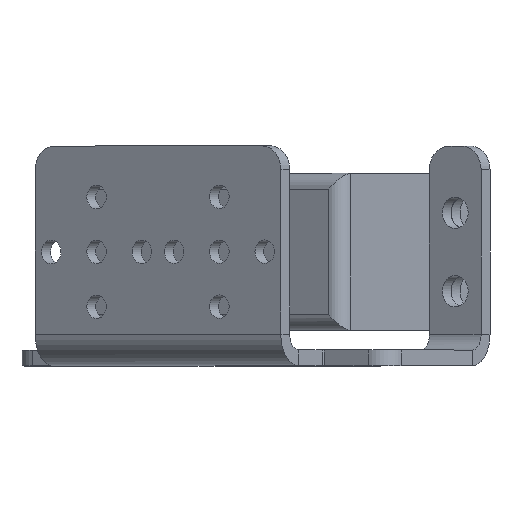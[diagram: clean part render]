
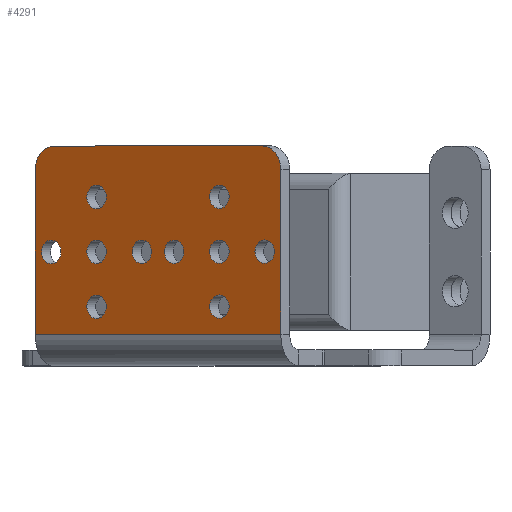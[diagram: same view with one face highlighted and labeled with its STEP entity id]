
A CAD part, top view. The second image highlights one B-rep face of the part: STEP entity #4291.
In plain terms, the highlighted planar face has unit normal (-0.567, 0, 0.824).
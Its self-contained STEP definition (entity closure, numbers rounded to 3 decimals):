
#220=FACE_BOUND('',#1492,.T.);
#221=FACE_BOUND('',#1493,.T.);
#222=FACE_BOUND('',#1494,.T.);
#223=FACE_BOUND('',#1495,.T.);
#224=FACE_BOUND('',#1496,.T.);
#225=FACE_BOUND('',#1497,.T.);
#226=FACE_BOUND('',#1498,.T.);
#227=FACE_BOUND('',#1499,.T.);
#228=FACE_BOUND('',#1500,.T.);
#229=FACE_BOUND('',#1501,.T.);
#569=LINE('',#7061,#936);
#571=LINE('',#7066,#938);
#576=LINE('',#7075,#943);
#577=LINE('',#7079,#944);
#936=VECTOR('',#5840,1000.);
#938=VECTOR('',#5846,1000.);
#943=VECTOR('',#5853,1000.);
#944=VECTOR('',#5856,1000.);
#1170=FACE_OUTER_BOUND('',#1491,.T.);
#1491=EDGE_LOOP('',(#3669,#3670,#3671,#3672,#3673,#3674));
#1492=EDGE_LOOP('',(#3675));
#1493=EDGE_LOOP('',(#3676));
#1494=EDGE_LOOP('',(#3677));
#1495=EDGE_LOOP('',(#3678));
#1496=EDGE_LOOP('',(#3679));
#1497=EDGE_LOOP('',(#3680));
#1498=EDGE_LOOP('',(#3681));
#1499=EDGE_LOOP('',(#3682));
#1500=EDGE_LOOP('',(#3683));
#1501=EDGE_LOOP('',(#3684));
#1689=CIRCLE('',#4629,1.5);
#1691=CIRCLE('',#4632,1.5);
#1693=CIRCLE('',#4635,1.5);
#1695=CIRCLE('',#4638,1.5);
#1697=CIRCLE('',#4641,1.5);
#1699=CIRCLE('',#4644,1.5);
#1701=CIRCLE('',#4647,1.5);
#1703=CIRCLE('',#4650,1.5);
#1705=CIRCLE('',#4653,1.5);
#1707=CIRCLE('',#4656,1.5);
#1732=CIRCLE('',#4707,3.);
#1733=CIRCLE('',#4708,3.);
#2041=VERTEX_POINT('',#6848);
#2043=VERTEX_POINT('',#6853);
#2045=VERTEX_POINT('',#6858);
#2047=VERTEX_POINT('',#6863);
#2049=VERTEX_POINT('',#6868);
#2051=VERTEX_POINT('',#6873);
#2053=VERTEX_POINT('',#6878);
#2055=VERTEX_POINT('',#6883);
#2057=VERTEX_POINT('',#6888);
#2059=VERTEX_POINT('',#6893);
#2113=VERTEX_POINT('',#7050);
#2115=VERTEX_POINT('',#7057);
#2116=VERTEX_POINT('',#7065);
#2119=VERTEX_POINT('',#7073);
#2120=VERTEX_POINT('',#7077);
#2121=VERTEX_POINT('',#7078);
#2554=EDGE_CURVE('',#2041,#2041,#1689,.T.);
#2556=EDGE_CURVE('',#2043,#2043,#1691,.T.);
#2558=EDGE_CURVE('',#2045,#2045,#1693,.T.);
#2560=EDGE_CURVE('',#2047,#2047,#1695,.T.);
#2562=EDGE_CURVE('',#2049,#2049,#1697,.T.);
#2564=EDGE_CURVE('',#2051,#2051,#1699,.T.);
#2566=EDGE_CURVE('',#2053,#2053,#1701,.T.);
#2568=EDGE_CURVE('',#2055,#2055,#1703,.T.);
#2570=EDGE_CURVE('',#2057,#2057,#1705,.T.);
#2572=EDGE_CURVE('',#2059,#2059,#1707,.T.);
#2661=EDGE_CURVE('',#2115,#2113,#569,.T.);
#2663=EDGE_CURVE('',#2116,#2113,#571,.T.);
#2668=EDGE_CURVE('',#2115,#2119,#576,.T.);
#2669=EDGE_CURVE('',#2120,#2121,#577,.T.);
#2670=EDGE_CURVE('',#2121,#2116,#1732,.T.);
#2671=EDGE_CURVE('',#2119,#2120,#1733,.T.);
#3669=ORIENTED_EDGE('',*,*,#2669,.T.);
#3670=ORIENTED_EDGE('',*,*,#2670,.T.);
#3671=ORIENTED_EDGE('',*,*,#2663,.T.);
#3672=ORIENTED_EDGE('',*,*,#2661,.F.);
#3673=ORIENTED_EDGE('',*,*,#2668,.T.);
#3674=ORIENTED_EDGE('',*,*,#2671,.T.);
#3675=ORIENTED_EDGE('',*,*,#2554,.F.);
#3676=ORIENTED_EDGE('',*,*,#2556,.F.);
#3677=ORIENTED_EDGE('',*,*,#2558,.F.);
#3678=ORIENTED_EDGE('',*,*,#2560,.F.);
#3679=ORIENTED_EDGE('',*,*,#2562,.F.);
#3680=ORIENTED_EDGE('',*,*,#2564,.F.);
#3681=ORIENTED_EDGE('',*,*,#2566,.F.);
#3682=ORIENTED_EDGE('',*,*,#2568,.F.);
#3683=ORIENTED_EDGE('',*,*,#2570,.F.);
#3684=ORIENTED_EDGE('',*,*,#2572,.F.);
#3975=PLANE('',#4706);
#4291=ADVANCED_FACE('',(#1170,#220,#221,#222,#223,#224,#225,#226,#227,#228,
#229),#3975,.F.);
#4629=AXIS2_PLACEMENT_3D('',#6849,#5628,#5629);
#4632=AXIS2_PLACEMENT_3D('',#6854,#5634,#5635);
#4635=AXIS2_PLACEMENT_3D('',#6859,#5640,#5641);
#4638=AXIS2_PLACEMENT_3D('',#6864,#5646,#5647);
#4641=AXIS2_PLACEMENT_3D('',#6869,#5652,#5653);
#4644=AXIS2_PLACEMENT_3D('',#6874,#5658,#5659);
#4647=AXIS2_PLACEMENT_3D('',#6879,#5664,#5665);
#4650=AXIS2_PLACEMENT_3D('',#6884,#5670,#5671);
#4653=AXIS2_PLACEMENT_3D('',#6889,#5676,#5677);
#4656=AXIS2_PLACEMENT_3D('',#6894,#5682,#5683);
#4706=AXIS2_PLACEMENT_3D('',#7076,#5854,#5855);
#4707=AXIS2_PLACEMENT_3D('',#7080,#5857,#5858);
#4708=AXIS2_PLACEMENT_3D('',#7081,#5859,#5860);
#5628=DIRECTION('center_axis',(-0.567,0.,
0.824));
#5629=DIRECTION('ref_axis',(0.824,0.,0.567));
#5634=DIRECTION('center_axis',(-0.567,0.,
0.824));
#5635=DIRECTION('ref_axis',(0.824,0.,0.567));
#5640=DIRECTION('center_axis',(-0.567,0.,
0.824));
#5641=DIRECTION('ref_axis',(0.824,0.,0.567));
#5646=DIRECTION('center_axis',(-0.567,0.,
0.824));
#5647=DIRECTION('ref_axis',(0.824,0.,0.567));
#5652=DIRECTION('center_axis',(-0.567,0.,
0.824));
#5653=DIRECTION('ref_axis',(0.824,0.,0.567));
#5658=DIRECTION('center_axis',(-0.567,0.,
0.824));
#5659=DIRECTION('ref_axis',(0.824,0.,0.567));
#5664=DIRECTION('center_axis',(-0.567,0.,
0.824));
#5665=DIRECTION('ref_axis',(0.824,0.,0.567));
#5670=DIRECTION('center_axis',(-0.567,0.,
0.824));
#5671=DIRECTION('ref_axis',(0.824,0.,0.567));
#5676=DIRECTION('center_axis',(-0.567,0.,
0.824));
#5677=DIRECTION('ref_axis',(0.824,0.,0.567));
#5682=DIRECTION('center_axis',(-0.567,0.,
0.824));
#5683=DIRECTION('ref_axis',(0.824,0.,0.567));
#5840=DIRECTION('',(-0.824,0.,-0.567));
#5846=DIRECTION('',(0.,-1.,0.));
#5853=DIRECTION('',(0.,1.,0.));
#5854=DIRECTION('center_axis',(0.567,0.,-0.824));
#5855=DIRECTION('ref_axis',(0.,-1.,0.));
#5856=DIRECTION('',(-0.824,0.,-0.567));
#5857=DIRECTION('center_axis',(-0.567,0.,
0.824));
#5858=DIRECTION('ref_axis',(0.,-1.,0.));
#5859=DIRECTION('center_axis',(-0.567,0.,
0.824));
#5860=DIRECTION('ref_axis',(0.,-1.,0.));
#6848=CARTESIAN_POINT('',(-32.252,52.5,71.197));
#6849=CARTESIAN_POINT('Origin',(-33.488,52.5,70.347));
#6853=CARTESIAN_POINT('',(-32.252,38.5,71.197));
#6854=CARTESIAN_POINT('Origin',(-33.488,38.5,70.347));
#6858=CARTESIAN_POINT('',(-32.252,45.5,71.197));
#6859=CARTESIAN_POINT('Origin',(-33.488,45.5,70.347));
#6863=CARTESIAN_POINT('',(-26.485,45.5,75.164));
#6864=CARTESIAN_POINT('Origin',(-27.721,45.5,74.314));
#6868=CARTESIAN_POINT('',(-38.02,45.5,67.23));
#6869=CARTESIAN_POINT('Origin',(-39.255,45.5,66.38));
#6873=CARTESIAN_POINT('',(-16.599,38.5,81.966));
#6874=CARTESIAN_POINT('Origin',(-17.834,38.5,81.115));
#6878=CARTESIAN_POINT('',(-22.366,45.5,77.998));
#6879=CARTESIAN_POINT('Origin',(-23.602,45.5,77.148));
#6883=CARTESIAN_POINT('',(-16.599,52.5,81.966));
#6884=CARTESIAN_POINT('Origin',(-17.834,52.5,81.115));
#6888=CARTESIAN_POINT('',(-16.599,45.5,81.966));
#6889=CARTESIAN_POINT('Origin',(-17.834,45.5,81.115));
#6893=CARTESIAN_POINT('',(-10.831,45.5,85.933));
#6894=CARTESIAN_POINT('Origin',(-12.067,45.5,85.083));
#7050=CARTESIAN_POINT('',(-41.315,35.,64.963));
#7057=CARTESIAN_POINT('',(-10.007,35.,86.5));
#7061=CARTESIAN_POINT('',(-25.661,35.,75.731));
#7065=CARTESIAN_POINT('',(-41.315,56.,64.963));
#7066=CARTESIAN_POINT('',(-41.315,33.,64.963));
#7073=CARTESIAN_POINT('',(-10.007,56.,86.5));
#7075=CARTESIAN_POINT('',(-10.007,59.,86.5));
#7076=CARTESIAN_POINT('Origin',(-25.661,32.,75.731));
#7077=CARTESIAN_POINT('',(-12.479,59.,84.799));
#7078=CARTESIAN_POINT('',(-38.844,59.,66.663));
#7079=CARTESIAN_POINT('',(-41.315,59.,64.963));
#7080=CARTESIAN_POINT('Origin',(-38.844,56.,66.663));
#7081=CARTESIAN_POINT('Origin',(-12.479,56.,84.799));
